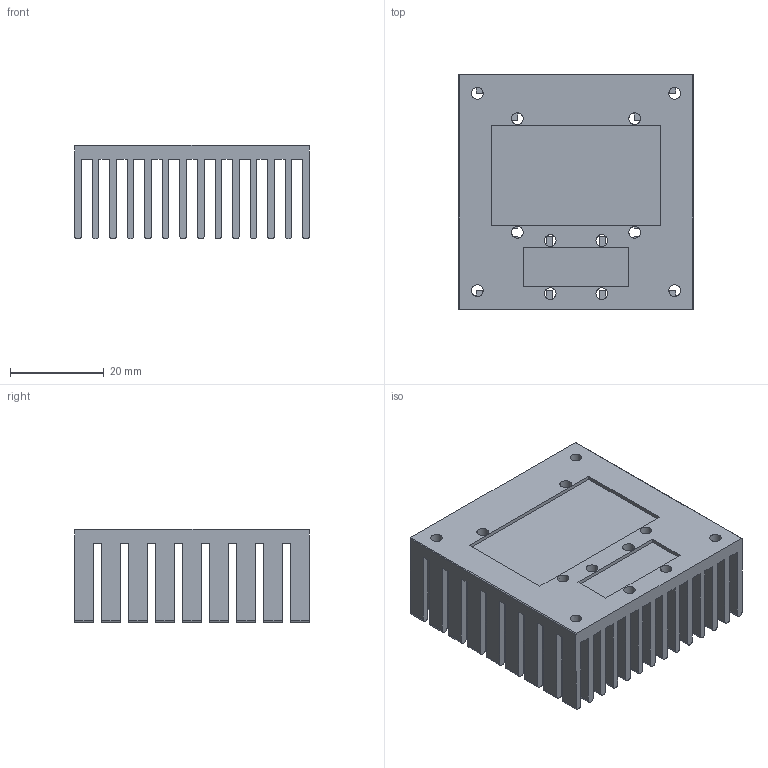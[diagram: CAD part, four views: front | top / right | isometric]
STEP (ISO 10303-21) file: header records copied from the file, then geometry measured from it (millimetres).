
FILE_DESCRIPTION(('FreeCAD Model'),'2;1');
FILE_NAME('Open CASCADE Shape Model','2026-01-29T23:06:27',(''),(''), 'Open CASCADE STEP processor 7.8','FreeCAD','Unknown');
FILE_SCHEMA(('AUTOMOTIVE_DESIGN { 1 0 10303 214 1 1 1 1 }'));
Length unit declared in the file: millimetre
Products named in the file (1): heater_heatsink_ptc_tswitch
Bounding box: 50 x 50 x 20 mm (x, y, z)
Volume: 18452.1 mm3; surface area: 28756.2 mm2
Topology: 1 solids, 1 shells, 880 faces, 2418 edges, 1612 vertices
Faces by surface type: plane 614, cylinder 266
Full cylindrical faces by diameter (mm): 2.5 x12
Entity records: 27972 total; most frequent: CARTESIAN_POINT 4911, ORIENTED_EDGE 4836, DIRECTION 4740, EDGE_CURVE 2418, LINE 1858, VECTOR 1858, VERTEX_POINT 1612, AXIS2_PLACEMENT_3D 1441
